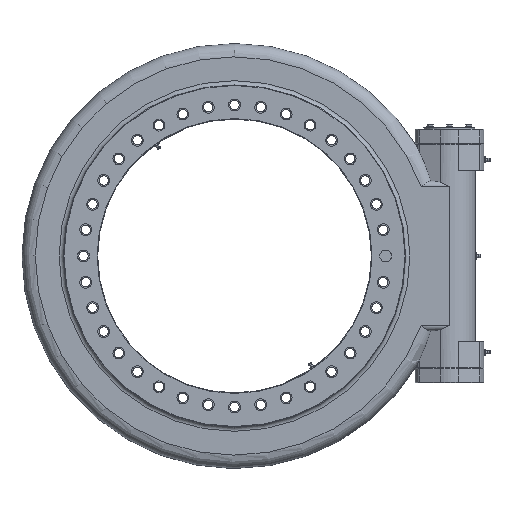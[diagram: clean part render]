
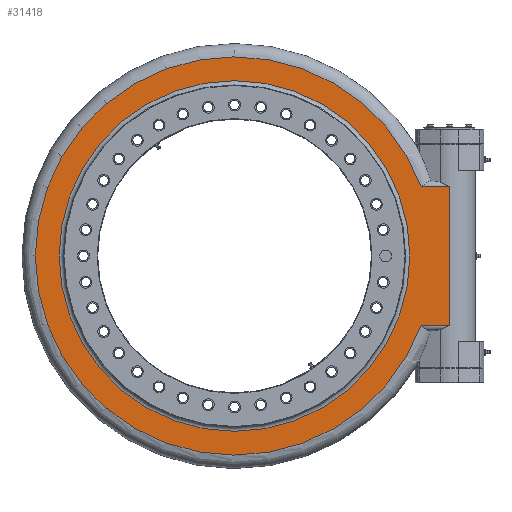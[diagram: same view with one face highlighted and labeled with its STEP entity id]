
A CAD part, left-side view. The second image highlights one B-rep face of the part: STEP entity #31418.
In plain terms, the highlighted planar face has unit normal (-1, 0, 0).
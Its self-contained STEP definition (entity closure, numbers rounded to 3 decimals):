
#263 = AXIS2_PLACEMENT_3D ( 'NONE', #15218, #34368, #17965 ) ;
#2110 = ORIENTED_EDGE ( 'NONE', *, *, #8112, .T. ) ;
#2374 = DIRECTION ( 'NONE',  ( 0., 1., 0. ) ) ;
#4644 = FACE_BOUND ( 'NONE', #26241, .T. ) ;
#4784 = VERTEX_POINT ( 'NONE', #8618 ) ;
#5592 = CARTESIAN_POINT ( 'NONE',  ( -48., -401.889, 140. ) ) ;
#5612 = LINE ( 'NONE', #28911, #33587 ) ;
#7774 = EDGE_CURVE ( 'NONE', #12418, #33343, #22534, .T. ) ;
#8112 = EDGE_CURVE ( 'NONE', #11921, #4784, #5612, .T. ) ;
#8251 = DIRECTION ( 'NONE',  ( 0., 0., -1. ) ) ;
#8618 = CARTESIAN_POINT ( 'NONE',  ( -48., -401.889, -130. ) ) ;
#11671 = FACE_OUTER_BOUND ( 'NONE', #32394, .T. ) ;
#11921 = VERTEX_POINT ( 'NONE', #14271 ) ;
#12418 = VERTEX_POINT ( 'NONE', #33304 ) ;
#13971 = CARTESIAN_POINT ( 'NONE',  ( -48., 328., 0. ) ) ;
#14271 = CARTESIAN_POINT ( 'NONE',  ( -48., -349.079, -130. ) ) ;
#14567 = DIRECTION ( 'NONE',  ( -1., 0., 0. ) ) ;
#14823 = EDGE_CURVE ( 'NONE', #33343, #11921, #16099, .T. ) ;
#15218 = CARTESIAN_POINT ( 'NONE',  ( -48., 0., 0. ) ) ;
#15240 = VECTOR ( 'NONE', #2374, 1000. ) ;
#16099 = CIRCLE ( 'NONE', #33672, 372.5 ) ;
#16699 = DIRECTION ( 'NONE',  ( 0., 0., -1. ) ) ;
#17965 = DIRECTION ( 'NONE',  ( 0., 0., 1. ) ) ;
#18148 = CIRCLE ( 'NONE', #263, 328. ) ;
#19353 = PLANE ( 'NONE',  #26360 ) ;
#20834 = LINE ( 'NONE', #5592, #28137 ) ;
#21471 = ORIENTED_EDGE ( 'NONE', *, *, #24318, .F. ) ;
#22534 = LINE ( 'NONE', #23766, #15240 ) ;
#23076 = ORIENTED_EDGE ( 'NONE', *, *, #25386, .F. ) ;
#23766 = CARTESIAN_POINT ( 'NONE',  ( -48., -345.19, 130. ) ) ;
#24318 = EDGE_CURVE ( 'NONE', #12418, #4784, #20834, .T. ) ;
#24912 = VERTEX_POINT ( 'NONE', #32408 ) ;
#25386 = EDGE_CURVE ( 'NONE', #24912, #24912, #18148, .T. ) ;
#25939 = DIRECTION ( 'NONE',  ( 0., -1., 0. ) ) ;
#26241 = EDGE_LOOP ( 'NONE', ( #23076 ) ) ;
#26360 = AXIS2_PLACEMENT_3D ( 'NONE', #13971, #33063, #16699 ) ;
#28137 = VECTOR ( 'NONE', #8251, 1000. ) ;
#28346 = ORIENTED_EDGE ( 'NONE', *, *, #14823, .T. ) ;
#28911 = CARTESIAN_POINT ( 'NONE',  ( -48., 328., -130. ) ) ;
#30937 = CARTESIAN_POINT ( 'NONE',  ( -48., 0., 0. ) ) ;
#31418 = ADVANCED_FACE ( 'NONE', ( #11671, #4644 ), #19353, .F. ) ;
#32394 = EDGE_LOOP ( 'NONE', ( #28346, #2110, #21471, #32547 ) ) ;
#32408 = CARTESIAN_POINT ( 'NONE',  ( -48., 0., 328. ) ) ;
#32547 = ORIENTED_EDGE ( 'NONE', *, *, #7774, .T. ) ;
#33063 = DIRECTION ( 'NONE',  ( 1., 0., 0. ) ) ;
#33304 = CARTESIAN_POINT ( 'NONE',  ( -48., -401.889, 130. ) ) ;
#33343 = VERTEX_POINT ( 'NONE', #33786 ) ;
#33587 = VECTOR ( 'NONE', #25939, 1000. ) ;
#33672 = AXIS2_PLACEMENT_3D ( 'NONE', #30937, #14567, #33675 ) ;
#33675 = DIRECTION ( 'NONE',  ( 0., 0., 1. ) ) ;
#33786 = CARTESIAN_POINT ( 'NONE',  ( -48., -349.079, 130. ) ) ;
#34368 = DIRECTION ( 'NONE',  ( -1., 0., 0. ) ) ;
